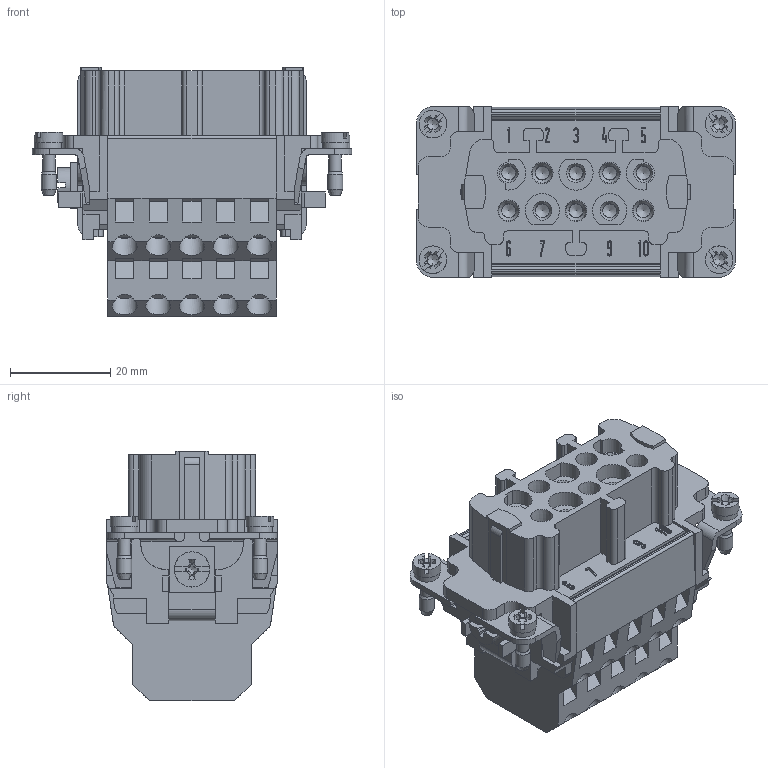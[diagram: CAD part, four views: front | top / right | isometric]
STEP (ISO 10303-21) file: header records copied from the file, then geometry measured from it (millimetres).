
FILE_DESCRIPTION(/* description */ (''),/* implementation_level */ '2;1');
FILE_NAME(/* name */ '100095096ugm000_c.stp',/* time_stamp */ '2018-11-27T14:56:04+01:00',/* author */ (''),/* organization */ (''),/* preprocessor_version */ 'ST-DEVELOPER v16.7',/* originating_system */ 'SIEMENS PLM Software NX 12.0',/* authorisation */ '');
FILE_SCHEMA (('AUTOMOTIVE_DESIGN { 1 0 10303 214 3 1 1 1 }'));
Length unit declared in the file: millimetre
Products named in the file (1): 100095096ugm000_c
Bounding box: 63.6 x 34 x 49.6 mm (x, y, z)
Volume: 48698.6 mm3; surface area: 16783.1 mm2
Topology: 1 solids, 1 shells, 1291 faces, 3932 edges, 3057 vertices
Faces by surface type: plane 847, cylinder 183, extrusion 168, cone 83, torus 10
Full cylindrical faces by diameter (mm): 0.797 x1, 0.942 x1, 2.438 x2, 2.5 x6, 2.8 x10, 3 x4, 3.242 x1, 5 x24, 5.5 x4, 7 x1
Entity records: 53210 total; most frequent: CARTESIAN_POINT 10226, ORIENTED_EDGE 6804, DIRECTION 6034, EDGE_CURVE 3402, VECTOR 2686, LINE 2518, VERTEX_POINT 2325, AXIS2_PLACEMENT_3D 1674
